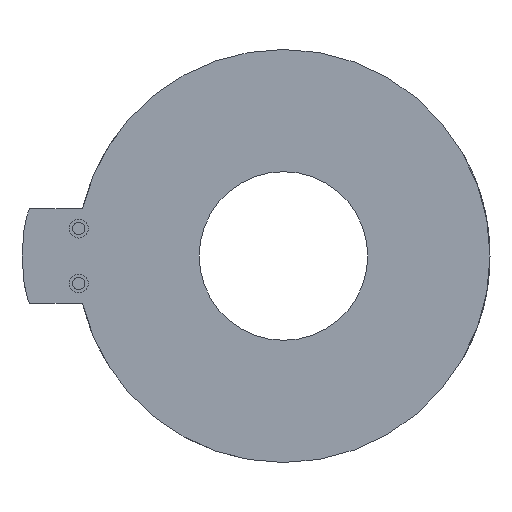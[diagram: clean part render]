
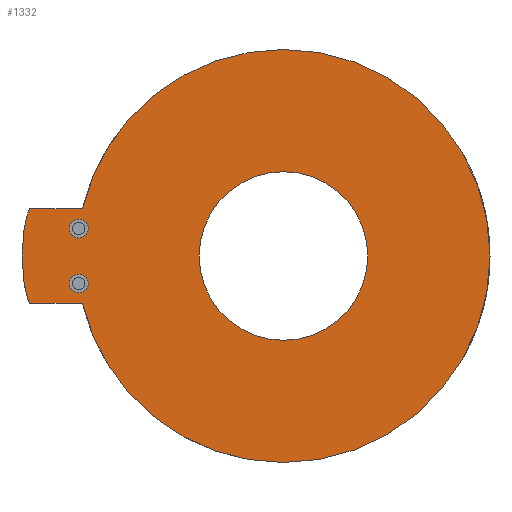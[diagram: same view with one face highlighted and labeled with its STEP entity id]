
A CAD part, front view. The second image highlights one B-rep face of the part: STEP entity #1332.
In plain terms, the highlighted planar face has unit normal (0, -1, 0).
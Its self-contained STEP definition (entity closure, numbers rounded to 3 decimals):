
#37 = B_SPLINE_CURVE_WITH_KNOTS ( 'NONE', 2,
 ( #1509, #513, #2312 ),
 .UNSPECIFIED., .F., .F.,
 ( 3, 3 ),
 ( 0., 1. ),
 .UNSPECIFIED. ) ;
#88 = DIRECTION ( 'NONE',  ( 0., 0., 1. ) ) ;
#125 = EDGE_CURVE ( 'NONE', #1881, #2808, #371, .T. ) ;
#137 = EDGE_LOOP ( 'NONE', ( #1945, #259 ) ) ;
#159 = CARTESIAN_POINT ( 'NONE',  ( 0., -4.15, 0. ) ) ;
#188 = AXIS2_PLACEMENT_3D ( 'NONE', #2768, #1993, #2239 ) ;
#207 = ORIENTED_EDGE ( 'NONE', *, *, #1545, .T. ) ;
#211 = CIRCLE ( 'NONE', #1065, 4.45 ) ;
#245 = DIRECTION ( 'NONE',  ( 0., 0., 1. ) ) ;
#259 = ORIENTED_EDGE ( 'NONE', *, *, #650, .T. ) ;
#264 = CARTESIAN_POINT ( 'NONE',  ( -10.805, -4.15, 1.95 ) ) ;
#282 = ORIENTED_EDGE ( 'NONE', *, *, #2009, .F. ) ;
#305 = CARTESIAN_POINT ( 'NONE',  ( 0., -4.15, 4.45 ) ) ;
#333 = ORIENTED_EDGE ( 'NONE', *, *, #1248, .F. ) ;
#349 = VERTEX_POINT ( 'NONE', #1999 ) ;
#371 = CIRCLE ( 'NONE', #2572, 10.9 ) ;
#380 = CARTESIAN_POINT ( 'NONE',  ( -13.8, -4.15, -2.5 ) ) ;
#409 = CARTESIAN_POINT ( 'NONE',  ( -13.8, -4.15, 0. ) ) ;
#423 = FACE_BOUND ( 'NONE', #1725, .T. ) ;
#427 = DIRECTION ( 'NONE',  ( 0., 1., 0. ) ) ;
#430 = CARTESIAN_POINT ( 'NONE',  ( 0., -4.15, 0. ) ) ;
#480 = CARTESIAN_POINT ( 'NONE',  ( -13.742, -4.15, 1.784 ) ) ;
#513 = CARTESIAN_POINT ( 'NONE',  ( -13.742, -4.15, -1.784 ) ) ;
#570 = DIRECTION ( 'NONE',  ( 1., 0., 0. ) ) ;
#576 = VERTEX_POINT ( 'NONE', #1462 ) ;
#622 = VERTEX_POINT ( 'NONE', #1943 ) ;
#628 = VECTOR ( 'NONE', #570, 1000. ) ;
#650 = EDGE_CURVE ( 'NONE', #2384, #1794, #653, .T. ) ;
#653 = CIRCLE ( 'NONE', #188, 0.5 ) ;
#739 = CIRCLE ( 'NONE', #1765, 10.9 ) ;
#756 = DIRECTION ( 'NONE',  ( 0., 1., 0. ) ) ;
#777 = FACE_BOUND ( 'NONE', #137, .T. ) ;
#842 = DIRECTION ( 'NONE',  ( -1., 0., 0. ) ) ;
#843 = DIRECTION ( 'NONE',  ( 0., 0., 1. ) ) ;
#853 = ORIENTED_EDGE ( 'NONE', *, *, #2555, .F. ) ;
#872 = DIRECTION ( 'NONE',  ( 0., 0., 1. ) ) ;
#881 = VERTEX_POINT ( 'NONE', #1816 ) ;
#934 = LINE ( 'NONE', #2830, #628 ) ;
#1065 = AXIS2_PLACEMENT_3D ( 'NONE', #2629, #1377, #3135 ) ;
#1107 = AXIS2_PLACEMENT_3D ( 'NONE', #1320, #1603, #88 ) ;
#1125 = CARTESIAN_POINT ( 'NONE',  ( -10.805, -4.15, -1.45 ) ) ;
#1130 = CARTESIAN_POINT ( 'NONE',  ( 0., -4.15, 0. ) ) ;
#1172 = ORIENTED_EDGE ( 'NONE', *, *, #3083, .F. ) ;
#1204 = CIRCLE ( 'NONE', #1351, 0.5 ) ;
#1248 = EDGE_CURVE ( 'NONE', #881, #1881, #934, .T. ) ;
#1272 = CARTESIAN_POINT ( 'NONE',  ( -10.805, -4.15, 1.45 ) ) ;
#1318 = ORIENTED_EDGE ( 'NONE', *, *, #2838, .T. ) ;
#1320 = CARTESIAN_POINT ( 'NONE',  ( -10.805, -4.15, 1.45 ) ) ;
#1332 = ADVANCED_FACE ( 'NONE', ( #423, #777, #2269, #2116 ), #2925, .F. ) ;
#1351 = AXIS2_PLACEMENT_3D ( 'NONE', #1272, #756, #2024 ) ;
#1369 = CARTESIAN_POINT ( 'NONE',  ( -10.805, -4.15, -0.95 ) ) ;
#1377 = DIRECTION ( 'NONE',  ( 0., 1., 0. ) ) ;
#1397 = EDGE_CURVE ( 'NONE', #349, #2742, #1204, .T. ) ;
#1405 = AXIS2_PLACEMENT_3D ( 'NONE', #159, #1451, #3215 ) ;
#1409 = CARTESIAN_POINT ( 'NONE',  ( 0., -4.15, 0. ) ) ;
#1434 = CIRCLE ( 'NONE', #1107, 0.5 ) ;
#1451 = DIRECTION ( 'NONE',  ( 0., 1., 0. ) ) ;
#1462 = CARTESIAN_POINT ( 'NONE',  ( 0., -4.15, -10.9 ) ) ;
#1463 = AXIS2_PLACEMENT_3D ( 'NONE', #1409, #2370, #872 ) ;
#1509 = CARTESIAN_POINT ( 'NONE',  ( -13.8, -4.15, 0. ) ) ;
#1521 = LINE ( 'NONE', #380, #1680 ) ;
#1524 = DIRECTION ( 'NONE',  ( 0., 1., 0. ) ) ;
#1545 = EDGE_CURVE ( 'NONE', #2742, #349, #1434, .T. ) ;
#1603 = DIRECTION ( 'NONE',  ( 0., 1., 0. ) ) ;
#1616 = CARTESIAN_POINT ( 'NONE',  ( 0., -4.15, -4.45 ) ) ;
#1680 = VECTOR ( 'NONE', #842, 1000. ) ;
#1725 = EDGE_LOOP ( 'NONE', ( #2264, #3220 ) ) ;
#1765 = AXIS2_PLACEMENT_3D ( 'NONE', #2758, #1524, #245 ) ;
#1794 = VERTEX_POINT ( 'NONE', #1369 ) ;
#1816 = CARTESIAN_POINT ( 'NONE',  ( -13.4, -4.15, 2.5 ) ) ;
#1881 = VERTEX_POINT ( 'NONE', #1982 ) ;
#1891 = EDGE_CURVE ( 'NONE', #2466, #3124, #3191, .T. ) ;
#1926 = EDGE_CURVE ( 'NONE', #1794, #2384, #3030, .T. ) ;
#1943 = CARTESIAN_POINT ( 'NONE',  ( -10.609, -4.15, -2.5 ) ) ;
#1945 = ORIENTED_EDGE ( 'NONE', *, *, #1926, .T. ) ;
#1982 = CARTESIAN_POINT ( 'NONE',  ( -10.609, -4.15, 2.5 ) ) ;
#1993 = DIRECTION ( 'NONE',  ( 0., 1., 0. ) ) ;
#1999 = CARTESIAN_POINT ( 'NONE',  ( -10.805, -4.15, 0.95 ) ) ;
#2009 = EDGE_CURVE ( 'NONE', #622, #2019, #1521, .T. ) ;
#2010 = CARTESIAN_POINT ( 'NONE',  ( 0., -4.15, 10.9 ) ) ;
#2019 = VERTEX_POINT ( 'NONE', #2911 ) ;
#2024 = DIRECTION ( 'NONE',  ( 0., 0., 1. ) ) ;
#2066 = ORIENTED_EDGE ( 'NONE', *, *, #3050, .F. ) ;
#2116 = FACE_OUTER_BOUND ( 'NONE', #2176, .T. ) ;
#2171 = DIRECTION ( 'NONE',  ( 0., 0., 1. ) ) ;
#2176 = EDGE_LOOP ( 'NONE', ( #1172, #1318, #282, #2066, #853, #2266, #333 ) ) ;
#2178 = DIRECTION ( 'NONE',  ( 0., 1., 0. ) ) ;
#2186 = B_SPLINE_CURVE_WITH_KNOTS ( 'NONE', 2,
 ( #3036, #480, #2771 ),
 .UNSPECIFIED., .F., .F.,
 ( 3, 3 ),
 ( 0., 1. ),
 .UNSPECIFIED. ) ;
#2193 = DIRECTION ( 'NONE',  ( 0., 0., 1. ) ) ;
#2239 = DIRECTION ( 'NONE',  ( 0., 0., 1. ) ) ;
#2264 = ORIENTED_EDGE ( 'NONE', *, *, #2497, .T. ) ;
#2266 = ORIENTED_EDGE ( 'NONE', *, *, #125, .F. ) ;
#2269 = FACE_BOUND ( 'NONE', #2847, .T. ) ;
#2312 = CARTESIAN_POINT ( 'NONE',  ( -13.4, -4.15, -2.5 ) ) ;
#2348 = ORIENTED_EDGE ( 'NONE', *, *, #1397, .T. ) ;
#2370 = DIRECTION ( 'NONE',  ( 0., 1., 0. ) ) ;
#2384 = VERTEX_POINT ( 'NONE', #2716 ) ;
#2466 = VERTEX_POINT ( 'NONE', #1616 ) ;
#2497 = EDGE_CURVE ( 'NONE', #3124, #2466, #211, .T. ) ;
#2555 = EDGE_CURVE ( 'NONE', #2808, #576, #2655, .T. ) ;
#2572 = AXIS2_PLACEMENT_3D ( 'NONE', #1130, #3144, #2171 ) ;
#2582 = AXIS2_PLACEMENT_3D ( 'NONE', #1125, #427, #843 ) ;
#2629 = CARTESIAN_POINT ( 'NONE',  ( 0., -4.15, 0. ) ) ;
#2655 = CIRCLE ( 'NONE', #1405, 10.9 ) ;
#2716 = CARTESIAN_POINT ( 'NONE',  ( -10.805, -4.15, -1.95 ) ) ;
#2742 = VERTEX_POINT ( 'NONE', #264 ) ;
#2758 = CARTESIAN_POINT ( 'NONE',  ( 0., -4.15, 0. ) ) ;
#2768 = CARTESIAN_POINT ( 'NONE',  ( -10.805, -4.15, -1.45 ) ) ;
#2771 = CARTESIAN_POINT ( 'NONE',  ( -13.4, -4.15, 2.5 ) ) ;
#2808 = VERTEX_POINT ( 'NONE', #2010 ) ;
#2830 = CARTESIAN_POINT ( 'NONE',  ( -13.8, -4.15, 2.5 ) ) ;
#2838 = EDGE_CURVE ( 'NONE', #3145, #2019, #37, .T. ) ;
#2847 = EDGE_LOOP ( 'NONE', ( #207, #2348 ) ) ;
#2911 = CARTESIAN_POINT ( 'NONE',  ( -13.4, -4.15, -2.5 ) ) ;
#2925 = PLANE ( 'NONE',  #1463 ) ;
#3030 = CIRCLE ( 'NONE', #2582, 0.5 ) ;
#3036 = CARTESIAN_POINT ( 'NONE',  ( -13.8, -4.15, 0. ) ) ;
#3038 = AXIS2_PLACEMENT_3D ( 'NONE', #430, #2178, #2193 ) ;
#3050 = EDGE_CURVE ( 'NONE', #576, #622, #739, .T. ) ;
#3083 = EDGE_CURVE ( 'NONE', #3145, #881, #2186, .T. ) ;
#3124 = VERTEX_POINT ( 'NONE', #305 ) ;
#3135 = DIRECTION ( 'NONE',  ( 0., 0., 1. ) ) ;
#3144 = DIRECTION ( 'NONE',  ( 0., 1., 0. ) ) ;
#3145 = VERTEX_POINT ( 'NONE', #409 ) ;
#3191 = CIRCLE ( 'NONE', #3038, 4.45 ) ;
#3215 = DIRECTION ( 'NONE',  ( 0., 0., 1. ) ) ;
#3220 = ORIENTED_EDGE ( 'NONE', *, *, #1891, .T. ) ;
